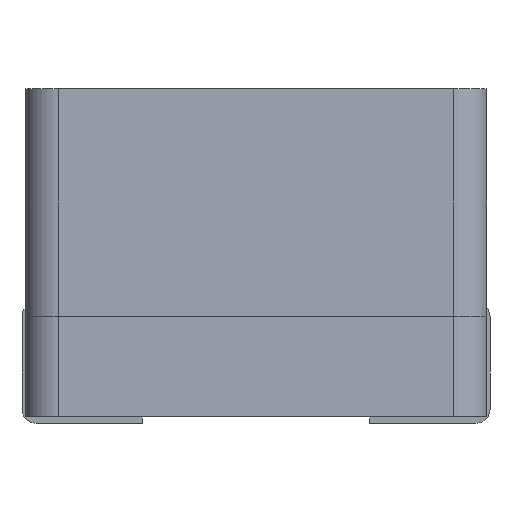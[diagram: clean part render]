
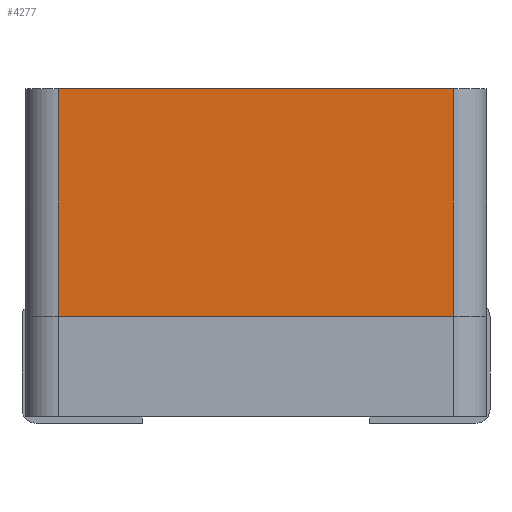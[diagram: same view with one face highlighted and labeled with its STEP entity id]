
A CAD part, front view. The second image highlights one B-rep face of the part: STEP entity #4277.
In plain terms, the highlighted planar face has unit normal (0, -1, 0).
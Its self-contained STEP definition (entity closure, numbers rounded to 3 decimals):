
#477 = PLANE('',#478);
#478 = AXIS2_PLACEMENT_3D('',#479,#480,#481);
#479 = CARTESIAN_POINT('',(-2.95,-3.45,1.6));
#480 = DIRECTION('',(0.,1.,0.));
#481 = DIRECTION('',(0.,0.,-1.));
#1554 = VERTEX_POINT('',#1555);
#1555 = CARTESIAN_POINT('',(2.95,-3.45,1.6));
#1592 = CYLINDRICAL_SURFACE('',#1593,0.5);
#1593 = AXIS2_PLACEMENT_3D('',#1594,#1595,#1596);
#1594 = CARTESIAN_POINT('',(2.95,-2.95,5.));
#1595 = DIRECTION('',(0.,0.,1.));
#1596 = DIRECTION('',(0.,-1.,0.));
#1652 = VERTEX_POINT('',#1653);
#1653 = CARTESIAN_POINT('',(-2.95,-3.45,1.6));
#1696 = EDGE_CURVE('',#1652,#1554,#1697,.T.);
#1697 = SURFACE_CURVE('',#1698,(#1702,#1709),.PCURVE_S1.);
#1698 = LINE('',#1699,#1700);
#1699 = CARTESIAN_POINT('',(-2.95,-3.45,1.6));
#1700 = VECTOR('',#1701,1.);
#1701 = DIRECTION('',(1.,0.,0.));
#1702 = PCURVE('',#477,#1703);
#1703 = DEFINITIONAL_REPRESENTATION('',(#1704),#1708);
#1704 = LINE('',#1705,#1706);
#1705 = CARTESIAN_POINT('',(0.,0.));
#1706 = VECTOR('',#1707,1.);
#1707 = DIRECTION('',(0.,-1.));
#1708 = ( GEOMETRIC_REPRESENTATION_CONTEXT(2) 
PARAMETRIC_REPRESENTATION_CONTEXT() REPRESENTATION_CONTEXT('2D SPACE',''
  ) );
#1709 = PCURVE('',#1710,#1715);
#1710 = PLANE('',#1711);
#1711 = AXIS2_PLACEMENT_3D('',#1712,#1713,#1714);
#1712 = CARTESIAN_POINT('',(-2.95,-3.45,5.));
#1713 = DIRECTION('',(0.,1.,0.));
#1714 = DIRECTION('',(-1.,0.,0.));
#1715 = DEFINITIONAL_REPRESENTATION('',(#1716),#1720);
#1716 = LINE('',#1717,#1718);
#1717 = CARTESIAN_POINT('',(0.,-3.4));
#1718 = VECTOR('',#1719,1.);
#1719 = DIRECTION('',(-1.,0.));
#1720 = ( GEOMETRIC_REPRESENTATION_CONTEXT(2) 
PARAMETRIC_REPRESENTATION_CONTEXT() REPRESENTATION_CONTEXT('2D SPACE',''
  ) );
#1767 = CYLINDRICAL_SURFACE('',#1768,0.5);
#1768 = AXIS2_PLACEMENT_3D('',#1769,#1770,#1771);
#1769 = CARTESIAN_POINT('',(-2.95,-2.95,5.));
#1770 = DIRECTION('',(0.,0.,1.));
#1771 = DIRECTION('',(0.,-1.,0.));
#2866 = PLANE('',#2867);
#2867 = AXIS2_PLACEMENT_3D('',#2868,#2869,#2870);
#2868 = CARTESIAN_POINT('',(2.95,-2.95,5.));
#2869 = DIRECTION('',(0.,0.,1.));
#2870 = DIRECTION('',(0.,1.,0.));
#4190 = VERTEX_POINT('',#4191);
#4191 = CARTESIAN_POINT('',(2.95,-3.45,5.));
#4235 = EDGE_CURVE('',#4190,#1554,#4236,.T.);
#4236 = SURFACE_CURVE('',#4237,(#4241,#4270),.PCURVE_S1.);
#4237 = LINE('',#4238,#4239);
#4238 = CARTESIAN_POINT('',(2.95,-3.45,5.));
#4239 = VECTOR('',#4240,1.);
#4240 = DIRECTION('',(0.,0.,-1.));
#4241 = PCURVE('',#1592,#4242);
#4242 = DEFINITIONAL_REPRESENTATION('',(#4243),#4269);
#4243 = B_SPLINE_CURVE_WITH_KNOTS('',3,(#4244,#4245,#4246,#4247,#4248,
    #4249,#4250,#4251,#4252,#4253,#4254,#4255,#4256,#4257,#4258,#4259,
    #4260,#4261,#4262,#4263,#4264,#4265,#4266,#4267,#4268),
  .UNSPECIFIED.,.F.,.F.,(4,1,1,1,1,1,1,1,1,1,1,1,1,1,1,1,1,1,1,1,1,1,4),
  (0.,0.155,0.309,0.464,0.618,
    0.773,0.927,1.082,1.236,
    1.391,1.545,1.7,1.855,2.009,
    2.164,2.318,2.473,2.627,
    2.782,2.936,3.091,3.245,3.4),
  .QUASI_UNIFORM_KNOTS.);
#4244 = CARTESIAN_POINT('',(0.,0.));
#4245 = CARTESIAN_POINT('',(0.,-0.052));
#4246 = CARTESIAN_POINT('',(0.,-0.155));
#4247 = CARTESIAN_POINT('',(0.,-0.309));
#4248 = CARTESIAN_POINT('',(0.,-0.464));
#4249 = CARTESIAN_POINT('',(0.,-0.618));
#4250 = CARTESIAN_POINT('',(0.,-0.773));
#4251 = CARTESIAN_POINT('',(0.,-0.927));
#4252 = CARTESIAN_POINT('',(0.,-1.082));
#4253 = CARTESIAN_POINT('',(0.,-1.236));
#4254 = CARTESIAN_POINT('',(0.,-1.391));
#4255 = CARTESIAN_POINT('',(0.,-1.545));
#4256 = CARTESIAN_POINT('',(0.,-1.7));
#4257 = CARTESIAN_POINT('',(0.,-1.855));
#4258 = CARTESIAN_POINT('',(0.,-2.009));
#4259 = CARTESIAN_POINT('',(0.,-2.164));
#4260 = CARTESIAN_POINT('',(0.,-2.318));
#4261 = CARTESIAN_POINT('',(0.,-2.473));
#4262 = CARTESIAN_POINT('',(0.,-2.627));
#4263 = CARTESIAN_POINT('',(0.,-2.782));
#4264 = CARTESIAN_POINT('',(0.,-2.936));
#4265 = CARTESIAN_POINT('',(0.,-3.091));
#4266 = CARTESIAN_POINT('',(0.,-3.245));
#4267 = CARTESIAN_POINT('',(0.,-3.348));
#4268 = CARTESIAN_POINT('',(0.,-3.4));
#4269 = ( GEOMETRIC_REPRESENTATION_CONTEXT(2) 
PARAMETRIC_REPRESENTATION_CONTEXT() REPRESENTATION_CONTEXT('2D SPACE',''
  ) );
#4270 = PCURVE('',#1710,#4271);
#4271 = DEFINITIONAL_REPRESENTATION('',(#4272),#4276);
#4272 = LINE('',#4273,#4274);
#4273 = CARTESIAN_POINT('',(-5.9,0.));
#4274 = VECTOR('',#4275,1.);
#4275 = DIRECTION('',(0.,-1.));
#4276 = ( GEOMETRIC_REPRESENTATION_CONTEXT(2) 
PARAMETRIC_REPRESENTATION_CONTEXT() REPRESENTATION_CONTEXT('2D SPACE',''
  ) );
#4277 = ADVANCED_FACE('',(#4278),#1710,.F.);
#4278 = FACE_BOUND('',#4279,.F.);
#4279 = EDGE_LOOP('',(#4280,#4281,#4326,#4347));
#4280 = ORIENTED_EDGE('',*,*,#1696,.F.);
#4281 = ORIENTED_EDGE('',*,*,#4282,.F.);
#4282 = EDGE_CURVE('',#4283,#1652,#4285,.T.);
#4283 = VERTEX_POINT('',#4284);
#4284 = CARTESIAN_POINT('',(-2.95,-3.45,5.));
#4285 = SURFACE_CURVE('',#4286,(#4290,#4297),.PCURVE_S1.);
#4286 = LINE('',#4287,#4288);
#4287 = CARTESIAN_POINT('',(-2.95,-3.45,5.));
#4288 = VECTOR('',#4289,1.);
#4289 = DIRECTION('',(0.,0.,-1.));
#4290 = PCURVE('',#1710,#4291);
#4291 = DEFINITIONAL_REPRESENTATION('',(#4292),#4296);
#4292 = LINE('',#4293,#4294);
#4293 = CARTESIAN_POINT('',(0.,0.));
#4294 = VECTOR('',#4295,1.);
#4295 = DIRECTION('',(0.,-1.));
#4296 = ( GEOMETRIC_REPRESENTATION_CONTEXT(2) 
PARAMETRIC_REPRESENTATION_CONTEXT() REPRESENTATION_CONTEXT('2D SPACE',''
  ) );
#4297 = PCURVE('',#1767,#4298);
#4298 = DEFINITIONAL_REPRESENTATION('',(#4299),#4325);
#4299 = B_SPLINE_CURVE_WITH_KNOTS('',3,(#4300,#4301,#4302,#4303,#4304,
    #4305,#4306,#4307,#4308,#4309,#4310,#4311,#4312,#4313,#4314,#4315,
    #4316,#4317,#4318,#4319,#4320,#4321,#4322,#4323,#4324),
  .UNSPECIFIED.,.F.,.F.,(4,1,1,1,1,1,1,1,1,1,1,1,1,1,1,1,1,1,1,1,1,1,4),
  (0.,0.155,0.309,0.464,0.618,
    0.773,0.927,1.082,1.236,
    1.391,1.545,1.7,1.855,2.009,
    2.164,2.318,2.473,2.627,
    2.782,2.936,3.091,3.245,3.4),
  .QUASI_UNIFORM_KNOTS.);
#4300 = CARTESIAN_POINT('',(6.283,0.));
#4301 = CARTESIAN_POINT('',(6.283,-0.052));
#4302 = CARTESIAN_POINT('',(6.283,-0.155));
#4303 = CARTESIAN_POINT('',(6.283,-0.309));
#4304 = CARTESIAN_POINT('',(6.283,-0.464));
#4305 = CARTESIAN_POINT('',(6.283,-0.618));
#4306 = CARTESIAN_POINT('',(6.283,-0.773));
#4307 = CARTESIAN_POINT('',(6.283,-0.927));
#4308 = CARTESIAN_POINT('',(6.283,-1.082));
#4309 = CARTESIAN_POINT('',(6.283,-1.236));
#4310 = CARTESIAN_POINT('',(6.283,-1.391));
#4311 = CARTESIAN_POINT('',(6.283,-1.545));
#4312 = CARTESIAN_POINT('',(6.283,-1.7));
#4313 = CARTESIAN_POINT('',(6.283,-1.855));
#4314 = CARTESIAN_POINT('',(6.283,-2.009));
#4315 = CARTESIAN_POINT('',(6.283,-2.164));
#4316 = CARTESIAN_POINT('',(6.283,-2.318));
#4317 = CARTESIAN_POINT('',(6.283,-2.473));
#4318 = CARTESIAN_POINT('',(6.283,-2.627));
#4319 = CARTESIAN_POINT('',(6.283,-2.782));
#4320 = CARTESIAN_POINT('',(6.283,-2.936));
#4321 = CARTESIAN_POINT('',(6.283,-3.091));
#4322 = CARTESIAN_POINT('',(6.283,-3.245));
#4323 = CARTESIAN_POINT('',(6.283,-3.348));
#4324 = CARTESIAN_POINT('',(6.283,-3.4));
#4325 = ( GEOMETRIC_REPRESENTATION_CONTEXT(2) 
PARAMETRIC_REPRESENTATION_CONTEXT() REPRESENTATION_CONTEXT('2D SPACE',''
  ) );
#4326 = ORIENTED_EDGE('',*,*,#4327,.T.);
#4327 = EDGE_CURVE('',#4283,#4190,#4328,.T.);
#4328 = SURFACE_CURVE('',#4329,(#4333,#4340),.PCURVE_S1.);
#4329 = LINE('',#4330,#4331);
#4330 = CARTESIAN_POINT('',(-2.95,-3.45,5.));
#4331 = VECTOR('',#4332,1.);
#4332 = DIRECTION('',(1.,0.,0.));
#4333 = PCURVE('',#1710,#4334);
#4334 = DEFINITIONAL_REPRESENTATION('',(#4335),#4339);
#4335 = LINE('',#4336,#4337);
#4336 = CARTESIAN_POINT('',(0.,0.));
#4337 = VECTOR('',#4338,1.);
#4338 = DIRECTION('',(-1.,0.));
#4339 = ( GEOMETRIC_REPRESENTATION_CONTEXT(2) 
PARAMETRIC_REPRESENTATION_CONTEXT() REPRESENTATION_CONTEXT('2D SPACE',''
  ) );
#4340 = PCURVE('',#2866,#4341);
#4341 = DEFINITIONAL_REPRESENTATION('',(#4342),#4346);
#4342 = LINE('',#4343,#4344);
#4343 = CARTESIAN_POINT('',(-0.5,5.9));
#4344 = VECTOR('',#4345,1.);
#4345 = DIRECTION('',(0.,-1.));
#4346 = ( GEOMETRIC_REPRESENTATION_CONTEXT(2) 
PARAMETRIC_REPRESENTATION_CONTEXT() REPRESENTATION_CONTEXT('2D SPACE',''
  ) );
#4347 = ORIENTED_EDGE('',*,*,#4235,.T.);
